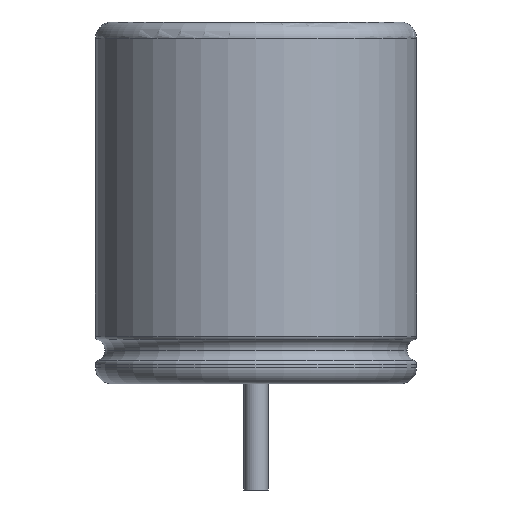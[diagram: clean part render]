
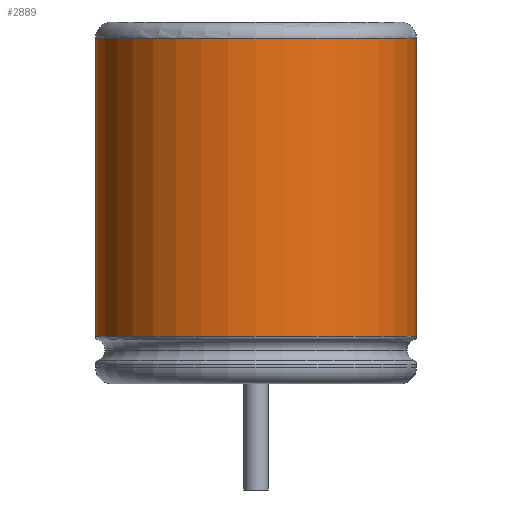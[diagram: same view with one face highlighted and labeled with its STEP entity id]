
A CAD part, left-side view. The second image highlights one B-rep face of the part: STEP entity #2889.
In plain terms, the highlighted cylindrical face has radius 4 mm (diameter 8 mm), a partial arc.
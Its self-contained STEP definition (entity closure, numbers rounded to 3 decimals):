
#111 = EDGE_CURVE ( 'NONE', #552, #2303, #1380, .T. ) ;
#116 = CARTESIAN_POINT ( 'NONE',  ( 0., 4., -18.163 ) ) ;
#377 = CARTESIAN_POINT ( 'NONE',  ( 0., 0., -18.163 ) ) ;
#425 = DIRECTION ( 'NONE',  ( 0., 0., -1. ) ) ;
#552 = VERTEX_POINT ( 'NONE', #2802 ) ;
#611 = DIRECTION ( 'NONE',  ( 0., 1., 0. ) ) ;
#707 = CARTESIAN_POINT ( 'NONE',  ( 0., 4., 1.185 ) ) ;
#750 = DIRECTION ( 'NONE',  ( 0., 1., 0. ) ) ;
#935 = DIRECTION ( 'NONE',  ( 0., 0., -1. ) ) ;
#941 = AXIS2_PLACEMENT_3D ( 'NONE', #2197, #425, #750 ) ;
#1251 = ORIENTED_EDGE ( 'NONE', *, *, #1697, .F. ) ;
#1275 = CYLINDRICAL_SURFACE ( 'NONE', #3562, 4. ) ;
#1380 = LINE ( 'NONE', #116, #2157 ) ;
#1501 = CARTESIAN_POINT ( 'NONE',  ( 0., -4., 1.185 ) ) ;
#1549 = DIRECTION ( 'NONE',  ( 0., 0., -1. ) ) ;
#1697 = EDGE_CURVE ( 'NONE', #2129, #2303, #2752, .T. ) ;
#1927 = VECTOR ( 'NONE', #935, 1000. ) ;
#2129 = VERTEX_POINT ( 'NONE', #1501 ) ;
#2157 = VECTOR ( 'NONE', #1549, 1000. ) ;
#2197 = CARTESIAN_POINT ( 'NONE',  ( 0., 0., 1.185 ) ) ;
#2245 = LINE ( 'NONE', #3607, #1927 ) ;
#2303 = VERTEX_POINT ( 'NONE', #707 ) ;
#2360 = ORIENTED_EDGE ( 'NONE', *, *, #2613, .T. ) ;
#2554 = AXIS2_PLACEMENT_3D ( 'NONE', #3597, #2978, #611 ) ;
#2613 = EDGE_CURVE ( 'NONE', #2977, #552, #3723, .T. ) ;
#2684 = CARTESIAN_POINT ( 'NONE',  ( 0., -4., 8.6 ) ) ;
#2752 = CIRCLE ( 'NONE', #941, 4. ) ;
#2802 = CARTESIAN_POINT ( 'NONE',  ( 0., 4., 8.6 ) ) ;
#2889 = ADVANCED_FACE ( 'NONE', ( #3471 ), #1275, .T. ) ;
#2977 = VERTEX_POINT ( 'NONE', #2684 ) ;
#2978 = DIRECTION ( 'NONE',  ( 0., 0., -1. ) ) ;
#3070 = DIRECTION ( 'NONE',  ( 0., 0., -1. ) ) ;
#3109 = EDGE_CURVE ( 'NONE', #2977, #2129, #2245, .T. ) ;
#3253 = ORIENTED_EDGE ( 'NONE', *, *, #3109, .F. ) ;
#3257 = ORIENTED_EDGE ( 'NONE', *, *, #111, .T. ) ;
#3370 = DIRECTION ( 'NONE',  ( 0., 1., 0. ) ) ;
#3471 = FACE_OUTER_BOUND ( 'NONE', #3588, .T. ) ;
#3562 = AXIS2_PLACEMENT_3D ( 'NONE', #377, #3070, #3370 ) ;
#3588 = EDGE_LOOP ( 'NONE', ( #3253, #2360, #3257, #1251 ) ) ;
#3597 = CARTESIAN_POINT ( 'NONE',  ( 0., 0., 8.6 ) ) ;
#3607 = CARTESIAN_POINT ( 'NONE',  ( 0., -4., -18.163 ) ) ;
#3723 = CIRCLE ( 'NONE', #2554, 4. ) ;
